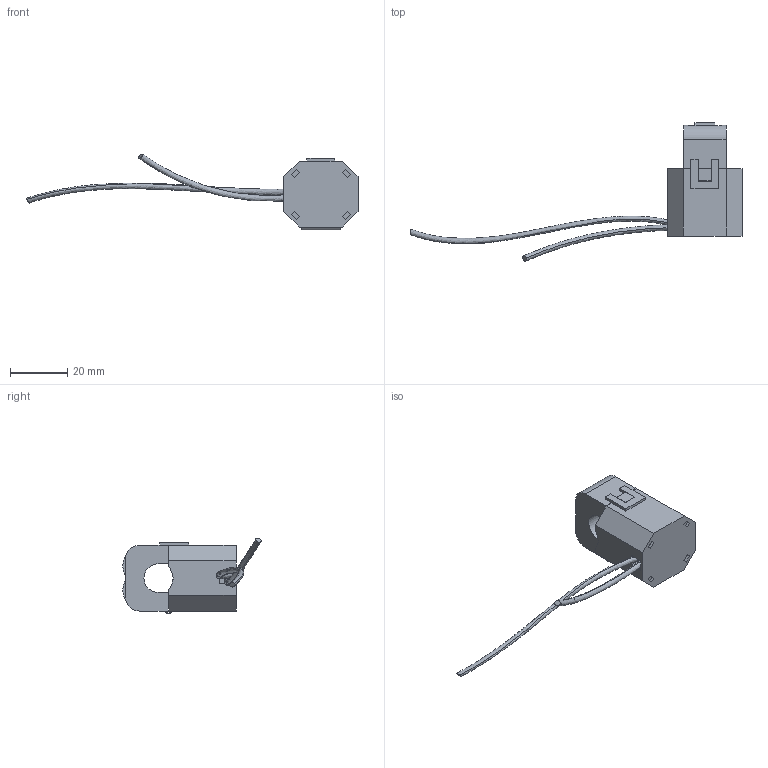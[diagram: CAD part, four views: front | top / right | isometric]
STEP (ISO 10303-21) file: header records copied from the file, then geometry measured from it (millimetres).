
FILE_DESCRIPTION (( 'STEP AP203' ), '1' );
FILE_NAME ('E-CT50-SC10.STEP', '2020-11-05T21:21:40', ( '' ), ( '' ), 'SwSTEP 2.0', 'SolidWorks 2011', '' );
FILE_SCHEMA (( 'CONFIG_CONTROL_DESIGN' ));
Length unit declared in the file: millimetre
Products named in the file (1): E-CT50-SC10
Bounding box: 116.01 x 48.36 x 26.5 mm (x, y, z)
Volume: 16590.6 mm3; surface area: 6333.6 mm2
Topology: 1 solids, 1 shells, 91 faces, 255 edges, 166 vertices
Faces by surface type: plane 79, cylinder 7, bspline 5
Entity records: 3344 total; most frequent: CARTESIAN_POINT 944, ORIENTED_EDGE 510, DIRECTION 435, EDGE_CURVE 255, LINE 209, VECTOR 209, VERTEX_POINT 166, AXIS2_PLACEMENT_3D 113
